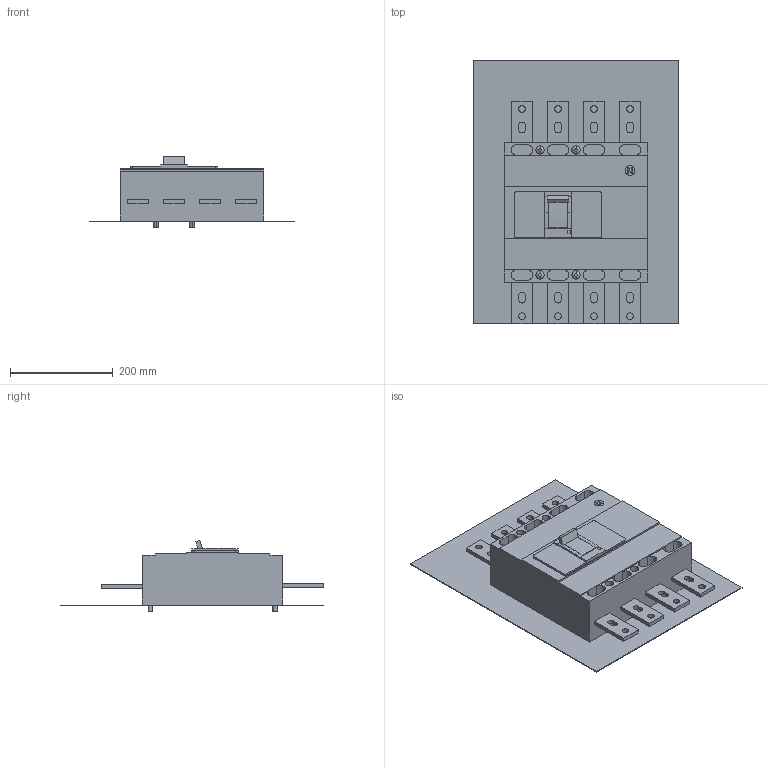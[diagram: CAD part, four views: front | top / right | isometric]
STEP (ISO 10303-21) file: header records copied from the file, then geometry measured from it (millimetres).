
FILE_DESCRIPTION(('CoCreate Modeling STEP Export'),'2;1');
FILE_NAME('ＰＶＳ８００ＮＤＬ４Ｆ６３０Ａ.stp','2014-03-31T 8:06:33',(''),(''),'CoCreate Modeling STEP processor for AP214 (Solid Model)','CoCreate Modeling 17.0 01-Apr-2010 (C) Parametric Technology GmbH','');
FILE_SCHEMA(('AUTOMOTIVE_DESIGN { 1 0 10303 214 1 1 1 1 }'));
Length unit declared in the file: millimetre
Products named in the file (4): P1; P3; P2; ＰＶＳ８００ＮＤＬ４Ｆ６３０Ａ
Assembly tree (6 placements, depth 2):
  ＰＶＳ８００ＮＤＬ４Ｆ６３０Ａ
    P2
    P3  x4
    P1
Bounding box: 400 x 513 x 139.18 mm (x, y, z)
Volume: 7708426.3 mm3; surface area: 838797.4 mm2
Topology: 6 solids, 6 shells, 320 faces, 832 edges, 552 vertices
Faces by surface type: plane 167, cylinder 137, torus 16
Entity records: 9100 total; most frequent: ORIENTED_EDGE 1568, CARTESIAN_POINT 1354, DIRECTION 1201, EDGE_CURVE 784, VERTEX_POINT 522, VECTOR 463, LINE 463, AXIS2_PLACEMENT_3D 369
